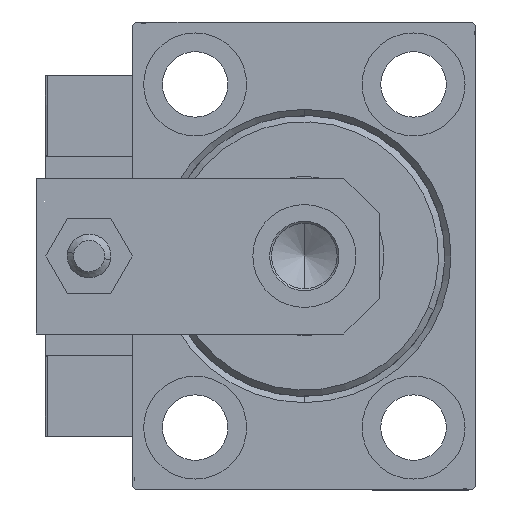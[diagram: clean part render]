
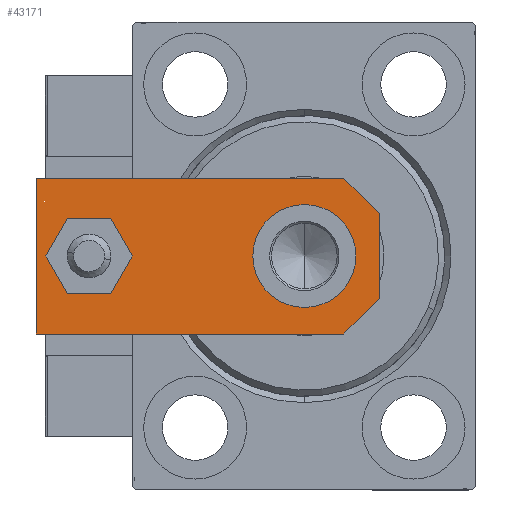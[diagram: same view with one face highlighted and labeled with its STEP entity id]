
A CAD part, left-side view. The second image highlights one B-rep face of the part: STEP entity #43171.
In plain terms, the highlighted face is planar.
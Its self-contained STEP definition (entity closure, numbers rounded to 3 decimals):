
#160 = VECTOR ( 'NONE', #48238, 1000. ) ;
#568 = VERTEX_POINT ( 'NONE', #45523 ) ;
#1908 = ORIENTED_EDGE ( 'NONE', *, *, #23631, .T. ) ;
#1967 = VECTOR ( 'NONE', #49783, 1000. ) ;
#2258 = EDGE_CURVE ( 'NONE', #568, #3256, #7201, .T. ) ;
#2534 = CARTESIAN_POINT ( 'NONE',  ( 3.42, -3.42, 6. ) ) ;
#3256 = VERTEX_POINT ( 'NONE', #30636 ) ;
#4950 = DIRECTION ( 'NONE',  ( 1., 0., 0. ) ) ;
#5008 = CARTESIAN_POINT ( 'NONE',  ( 12.5, 55., 6. ) ) ;
#5168 = AXIS2_PLACEMENT_3D ( 'NONE', #39510, #5461, #4950 ) ;
#5461 = DIRECTION ( 'NONE',  ( 0., 0., 1. ) ) ;
#5563 = FACE_BOUND ( 'NONE', #32095, .T. ) ;
#5624 = VERTEX_POINT ( 'NONE', #26752 ) ;
#6054 = FACE_BOUND ( 'NONE', #39248, .T. ) ;
#6328 = CARTESIAN_POINT ( 'NONE',  ( -3.42, -3.42, 6. ) ) ;
#6500 = ORIENTED_EDGE ( 'NONE', *, *, #12169, .F. ) ;
#7201 = CIRCLE ( 'NONE', #41810, 8.25 ) ;
#8293 = DIRECTION ( 'NONE',  ( 1., 0., 0. ) ) ;
#9275 = LINE ( 'NONE', #32724, #37576 ) ;
#9289 = ORIENTED_EDGE ( 'NONE', *, *, #17053, .T. ) ;
#9742 = EDGE_CURVE ( 'NONE', #5624, #14503, #29771, .T. ) ;
#10857 = LINE ( 'NONE', #26233, #27060 ) ;
#10869 = VECTOR ( 'NONE', #42870, 1000. ) ;
#11437 = ORIENTED_EDGE ( 'NONE', *, *, #18956, .T. ) ;
#11594 = CARTESIAN_POINT ( 'NONE',  ( 0., 12., 6. ) ) ;
#12039 = DIRECTION ( 'NONE',  ( 0., 0., 1. ) ) ;
#12107 = CARTESIAN_POINT ( 'NONE',  ( 12.5, 55., 6. ) ) ;
#12169 = EDGE_CURVE ( 'NONE', #40776, #40385, #49417, .T. ) ;
#14503 = VERTEX_POINT ( 'NONE', #33390 ) ;
#14721 = CARTESIAN_POINT ( 'NONE',  ( -12.5, 55., 6. ) ) ;
#14834 = CIRCLE ( 'NONE', #5168, 8.25 ) ;
#15208 = EDGE_CURVE ( 'NONE', #40385, #40776, #47755, .T. ) ;
#16869 = ORIENTED_EDGE ( 'NONE', *, *, #2258, .F. ) ;
#17053 = EDGE_CURVE ( 'NONE', #38137, #42378, #36842, .T. ) ;
#17308 = CARTESIAN_POINT ( 'NONE',  ( 4., 46.5, 6. ) ) ;
#17575 = EDGE_CURVE ( 'NONE', #3256, #568, #14834, .T. ) ;
#18956 = EDGE_CURVE ( 'NONE', #25297, #38137, #49280, .T. ) ;
#19047 = ORIENTED_EDGE ( 'NONE', *, *, #9742, .T. ) ;
#19953 = EDGE_CURVE ( 'NONE', #29411, #25297, #23205, .T. ) ;
#20878 = DIRECTION ( 'NONE',  ( 0., 0., 1. ) ) ;
#21635 = DIRECTION ( 'NONE',  ( 1., 0., 0. ) ) ;
#23205 = LINE ( 'NONE', #12107, #10869 ) ;
#23631 = EDGE_CURVE ( 'NONE', #42378, #5624, #9275, .T. ) ;
#24440 = VECTOR ( 'NONE', #41125, 1000. ) ;
#24488 = CARTESIAN_POINT ( 'NONE',  ( -4., 46.5, 6. ) ) ;
#24550 = CARTESIAN_POINT ( 'NONE',  ( -12.5, 55., 6. ) ) ;
#24970 = DIRECTION ( 'NONE',  ( 1., 0., 0. ) ) ;
#25297 = VERTEX_POINT ( 'NONE', #24550 ) ;
#25981 = AXIS2_PLACEMENT_3D ( 'NONE', #28438, #20878, #35999 ) ;
#26233 = CARTESIAN_POINT ( 'NONE',  ( 12.5, 0., 6. ) ) ;
#26752 = CARTESIAN_POINT ( 'NONE',  ( 6.84, 0., 6. ) ) ;
#26970 = EDGE_LOOP ( 'NONE', ( #11437, #9289, #1908, #19047, #33635, #47333 ) ) ;
#27060 = VECTOR ( 'NONE', #38329, 1000. ) ;
#28438 = CARTESIAN_POINT ( 'NONE',  ( 0., 46.5, 6. ) ) ;
#29329 = ORIENTED_EDGE ( 'NONE', *, *, #15208, .F. ) ;
#29411 = VERTEX_POINT ( 'NONE', #5008 ) ;
#29771 = LINE ( 'NONE', #2534, #160 ) ;
#30055 = AXIS2_PLACEMENT_3D ( 'NONE', #47608, #12039, #35226 ) ;
#30636 = CARTESIAN_POINT ( 'NONE',  ( 8.25, 12., 6. ) ) ;
#31839 = ORIENTED_EDGE ( 'NONE', *, *, #17575, .F. ) ;
#32095 = EDGE_LOOP ( 'NONE', ( #16869, #31839 ) ) ;
#32724 = CARTESIAN_POINT ( 'NONE',  ( -12.5, 0., 6. ) ) ;
#33390 = CARTESIAN_POINT ( 'NONE',  ( 12.5, 5.66, 6. ) ) ;
#33635 = ORIENTED_EDGE ( 'NONE', *, *, #47800, .T. ) ;
#35226 = DIRECTION ( 'NONE',  ( 1., 0., 0. ) ) ;
#35999 = DIRECTION ( 'NONE',  ( 1., 0., 0. ) ) ;
#36842 = LINE ( 'NONE', #6328, #24440 ) ;
#37576 = VECTOR ( 'NONE', #21635, 1000. ) ;
#38137 = VERTEX_POINT ( 'NONE', #38670 ) ;
#38329 = DIRECTION ( 'NONE',  ( 0., 1., 0. ) ) ;
#38670 = CARTESIAN_POINT ( 'NONE',  ( -12.5, 5.66, 6. ) ) ;
#39248 = EDGE_LOOP ( 'NONE', ( #29329, #6500 ) ) ;
#39510 = CARTESIAN_POINT ( 'NONE',  ( 0., 12., 6. ) ) ;
#39606 = CARTESIAN_POINT ( 'NONE',  ( 0., 0., 6. ) ) ;
#40385 = VERTEX_POINT ( 'NONE', #24488 ) ;
#40776 = VERTEX_POINT ( 'NONE', #17308 ) ;
#41125 = DIRECTION ( 'NONE',  ( 0.707, -0.707, 0. ) ) ;
#41810 = AXIS2_PLACEMENT_3D ( 'NONE', #11594, #42605, #8293 ) ;
#42378 = VERTEX_POINT ( 'NONE', #43762 ) ;
#42605 = DIRECTION ( 'NONE',  ( 0., 0., 1. ) ) ;
#42870 = DIRECTION ( 'NONE',  ( -1., 0., 0. ) ) ;
#43171 = ADVANCED_FACE ( 'NONE', ( #6054, #48210, #5563 ), #47957, .T. ) ;
#43762 = CARTESIAN_POINT ( 'NONE',  ( -6.84, 0., 6. ) ) ;
#45523 = CARTESIAN_POINT ( 'NONE',  ( -8.25, 12., 6. ) ) ;
#47333 = ORIENTED_EDGE ( 'NONE', *, *, #19953, .T. ) ;
#47608 = CARTESIAN_POINT ( 'NONE',  ( 0., 46.5, 6. ) ) ;
#47703 = DIRECTION ( 'NONE',  ( 0., 0., 1. ) ) ;
#47755 = CIRCLE ( 'NONE', #25981, 4. ) ;
#47800 = EDGE_CURVE ( 'NONE', #14503, #29411, #10857, .T. ) ;
#47957 = PLANE ( 'NONE',  #48703 ) ;
#48210 = FACE_OUTER_BOUND ( 'NONE', #26970, .T. ) ;
#48238 = DIRECTION ( 'NONE',  ( 0.707, 0.707, 0. ) ) ;
#48703 = AXIS2_PLACEMENT_3D ( 'NONE', #39606, #47703, #24970 ) ;
#49280 = LINE ( 'NONE', #14721, #1967 ) ;
#49417 = CIRCLE ( 'NONE', #30055, 4. ) ;
#49783 = DIRECTION ( 'NONE',  ( 0., -1., 0. ) ) ;
